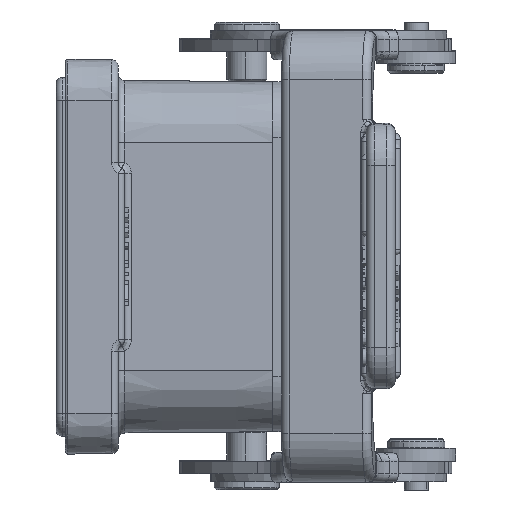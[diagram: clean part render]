
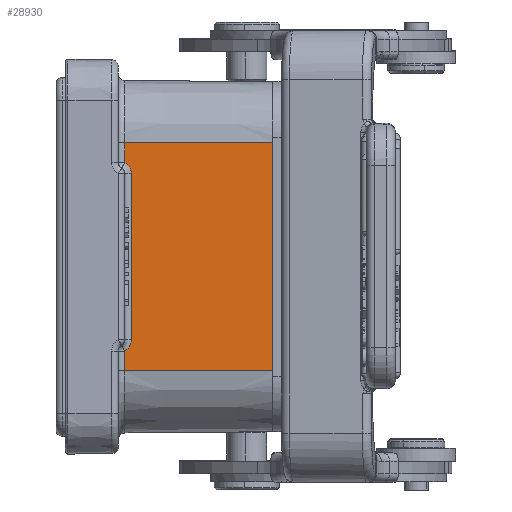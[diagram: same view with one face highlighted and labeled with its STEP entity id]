
A CAD part, left-side view. The second image highlights one B-rep face of the part: STEP entity #28930.
In plain terms, the highlighted planar face has unit normal (-1, -0.009, 0).
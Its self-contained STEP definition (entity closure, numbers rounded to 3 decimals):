
#1564=CARTESIAN_POINT('',(-46.902,17.407,
-10.2));
#1565=CARTESIAN_POINT('',(-46.902,17.407,
-10.341));
#1566=CARTESIAN_POINT('',(-46.902,17.443,
-10.613));
#1567=CARTESIAN_POINT('',(-46.904,17.603,
-11.005));
#1568=CARTESIAN_POINT('',(-46.906,17.862,
-11.344));
#1569=CARTESIAN_POINT('',(-46.908,18.083,
-11.514));
#1570=CARTESIAN_POINT('',(-46.909,18.207,
-11.586));
#1572=DIRECTION('',(0.,0.,-1.));
#1573=VECTOR('',#1572,20.4);
#1574=CARTESIAN_POINT('',(-46.902,17.407,10.2));
#1575=LINE('',#1574,#1573);
#1580=DIRECTION('',(0.,0.,-1.));
#1581=VECTOR('',#1580,28.);
#1582=CARTESIAN_POINT('',(-46.75,0.,14.));
#1583=LINE('',#1582,#1581);
#1588=DIRECTION('',(0.,0.,-1.));
#1589=VECTOR('',#1588,2.414);
#1590=CARTESIAN_POINT('',(-46.909,18.207,14.));
#1591=LINE('',#1590,#1589);
#1612=DIRECTION('',(-0.009,1.,0.));
#1613=VECTOR('',#1612,18.208);
#1614=CARTESIAN_POINT('',(-46.75,0.,14.));
#1615=LINE('',#1614,#1613);
#5814=CARTESIAN_POINT('',(-46.909,18.207,11.586));
#5815=CARTESIAN_POINT('',(-46.908,18.083,11.514));
#5816=CARTESIAN_POINT('',(-46.906,17.864,11.345));
#5817=CARTESIAN_POINT('',(-46.904,17.604,11.008));
#5818=CARTESIAN_POINT('',(-46.902,17.443,10.616));
#5819=CARTESIAN_POINT('',(-46.902,17.407,10.342));
#5820=CARTESIAN_POINT('',(-46.902,17.407,10.2));
#6427=DIRECTION('',(0.009,-1.,0.));
#6428=VECTOR('',#6427,18.208);
#6429=CARTESIAN_POINT('',(-46.909,18.207,
-14.));
#6430=LINE('',#6429,#6428);
#6446=DIRECTION('',(0.,0.,-1.));
#6447=VECTOR('',#6446,2.414);
#6448=CARTESIAN_POINT('',(-46.909,18.207,
-11.586));
#6449=LINE('',#6448,#6447);
#21466=CARTESIAN_POINT('',(-46.75,0.,14.));
#21467=CARTESIAN_POINT('',(-46.75,0.,-14.));
#21468=VERTEX_POINT('',#21466);
#21469=VERTEX_POINT('',#21467);
#21643=CARTESIAN_POINT('',(-46.909,18.207,
11.586));
#21644=VERTEX_POINT('',#21643);
#21645=CARTESIAN_POINT('',(-46.909,18.207,14.));
#21646=VERTEX_POINT('',#21645);
#21901=CARTESIAN_POINT('',(-46.902,17.407,
10.2));
#21902=CARTESIAN_POINT('',(-46.902,17.407,
-10.2));
#21903=VERTEX_POINT('',#21901);
#21904=VERTEX_POINT('',#21902);
#21905=CARTESIAN_POINT('',(-46.909,18.207,
-14.));
#21906=VERTEX_POINT('',#21905);
#21907=CARTESIAN_POINT('',(-46.909,18.207,
-11.586));
#21908=VERTEX_POINT('',#21907);
#28910=CARTESIAN_POINT('',(-46.75,0.,-24.066));
#28911=DIRECTION('',(-1.,-0.009,0.));
#28912=DIRECTION('',(0.,0.,-1.));
#28913=AXIS2_PLACEMENT_3D('',#28910,#28911,#28912);
#28914=PLANE('',#28913);
#28916=ORIENTED_EDGE('',*,*,#28915,.F.);
#28918=ORIENTED_EDGE('',*,*,#28917,.F.);
#28919=ORIENTED_EDGE('',*,*,#26927,.T.);
#28921=ORIENTED_EDGE('',*,*,#28920,.F.);
#28923=ORIENTED_EDGE('',*,*,#28922,.F.);
#28924=ORIENTED_EDGE('',*,*,#28889,.F.);
#28925=ORIENTED_EDGE('',*,*,#28900,.F.);
#28927=ORIENTED_EDGE('',*,*,#28926,.F.);
#28928=EDGE_LOOP('',(#28916,#28918,#28919,#28921,#28923,#28924,#28925,#28927));
#28929=FACE_OUTER_BOUND('',#28928,.F.);
#28930=ADVANCED_FACE('',(#28929),#28914,.T.);
#1571=B_SPLINE_CURVE_WITH_KNOTS('',3,(#1564,#1565,#1566,#1567,#1568,#1569,
#1570),.UNSPECIFIED.,.F.,.F.,(4,1,1,1,4),(0.,0.25,0.5,0.75,1.),
.UNSPECIFIED.);
#5821=B_SPLINE_CURVE_WITH_KNOTS('',3,(#5814,#5815,#5816,#5817,#5818,#5819,
#5820),.UNSPECIFIED.,.F.,.F.,(4,1,1,1,4),(0.,0.25,0.5,0.75,1.),
.UNSPECIFIED.);
#26927=EDGE_CURVE('',#21468,#21469,#1583,.T.);
#28889=EDGE_CURVE('',#21904,#21908,#1571,.T.);
#28900=EDGE_CURVE('',#21903,#21904,#1575,.T.);
#28915=EDGE_CURVE('',#21646,#21644,#1591,.T.);
#28917=EDGE_CURVE('',#21468,#21646,#1615,.T.);
#28920=EDGE_CURVE('',#21906,#21469,#6430,.T.);
#28922=EDGE_CURVE('',#21908,#21906,#6449,.T.);
#28926=EDGE_CURVE('',#21644,#21903,#5821,.T.);
